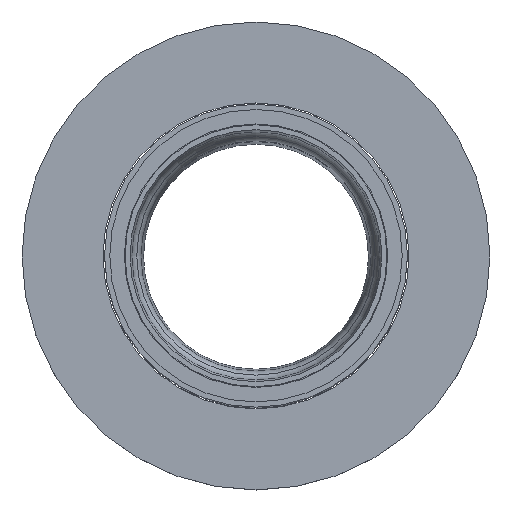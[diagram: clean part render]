
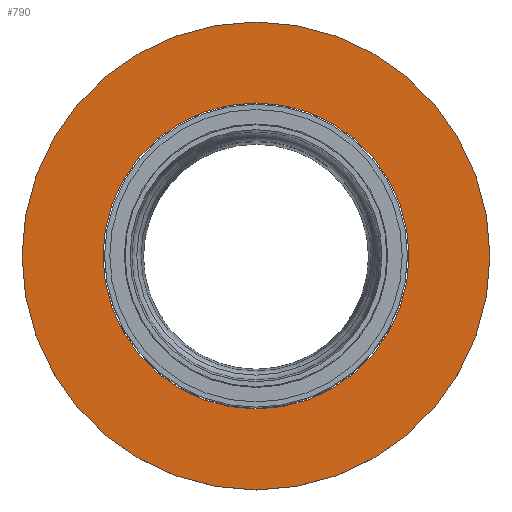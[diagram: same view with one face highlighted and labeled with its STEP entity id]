
A CAD part, top view. The second image highlights one B-rep face of the part: STEP entity #790.
In plain terms, the highlighted planar face has unit normal (0, 0, 1).
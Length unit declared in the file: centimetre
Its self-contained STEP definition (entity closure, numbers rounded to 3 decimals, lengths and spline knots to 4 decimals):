
#58=FACE_BOUND('',#191,.T.);
#74=PLANE('',#924);
#124=FACE_OUTER_BOUND('',#190,.T.);
#190=EDGE_LOOP('',(#701));
#191=EDGE_LOOP('',(#702));
#327=CIRCLE('',#925,130.);
#328=CIRCLE('',#926,85.);
#396=VERTEX_POINT('',#1442);
#397=VERTEX_POINT('',#1444);
#499=EDGE_CURVE('',#396,#396,#327,.T.);
#500=EDGE_CURVE('',#397,#397,#328,.T.);
#701=ORIENTED_EDGE('',*,*,#499,.F.);
#702=ORIENTED_EDGE('',*,*,#500,.T.);
#790=ADVANCED_FACE('',(#124,#58),#74,.T.);
#924=AXIS2_PLACEMENT_3D('',#1441,#1202,#1203);
#925=AXIS2_PLACEMENT_3D('',#1443,#1204,#1205);
#926=AXIS2_PLACEMENT_3D('',#1445,#1206,#1207);
#1202=DIRECTION('center_axis',(0.,0.,
1.));
#1203=DIRECTION('ref_axis',(0.,-1.,0.));
#1204=DIRECTION('center_axis',(0.,0.,
-1.));
#1205=DIRECTION('ref_axis',(1.,0.,0.));
#1206=DIRECTION('center_axis',(0.,0.,
-1.));
#1207=DIRECTION('ref_axis',(1.,0.,0.));
#1441=CARTESIAN_POINT('Origin',(130.,0.,240.));
#1442=CARTESIAN_POINT('',(-130.,0.,240.));
#1443=CARTESIAN_POINT('Origin',(0.,0.,
240.));
#1444=CARTESIAN_POINT('',(-85.,0.,240.));
#1445=CARTESIAN_POINT('Origin',(0.,0.,
240.));
